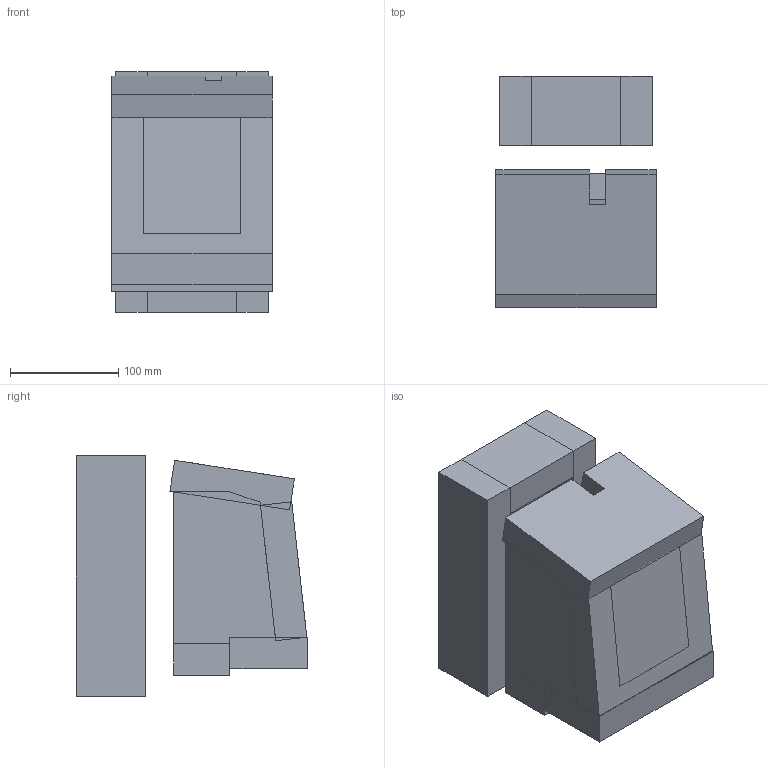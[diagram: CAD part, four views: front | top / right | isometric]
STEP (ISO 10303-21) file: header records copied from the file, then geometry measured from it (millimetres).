
FILE_DESCRIPTION (( 'STEP AP214' ), '1' );
FILE_NAME ('INGUN_112700.STEP', '2022-06-10T09:14:52', ( '' ), ( '' ), 'SwSTEP 2.0', 'SolidWorks 2018', '' );
FILE_SCHEMA (( 'AUTOMOTIVE_DESIGN' ));
Length unit declared in the file: millimetre
Products named in the file (10): 112700_1~0_S; 112700_3~0_S; 112700_9~0_S; 112700_5~0_S; 112700_2~0_S; 112700_4~0_S; 112700_8~0_S; 112700_6~0_S; INGUN_112700; 112700_7~0_S
Assembly tree (11 placements, depth 2):
  INGUN_112700
    112700_1~0_S
    112700_2~0_S
    112700_3~0_S
    112700_4~0_S
    112700_5~0_S
    112700_6~0_S
    112700_7~0_S
    112700_8~0_S  x2
    112700_9~0_S  x2
Bounding box: 148 x 214 x 222 mm (x, y, z)
Volume: 3736653.8 mm3; surface area: 408969.2 mm2
Topology: 11 solids, 11 shells, 92 faces, 210 edges, 140 vertices
Faces by surface type: plane 92
Entity records: 3159 total; most frequent: CARTESIAN_POINT 404, DIRECTION 374, ORIENTED_EDGE 372, LINE 186, EDGE_CURVE 186, VECTOR 186, VERTEX_POINT 124, AXIS2_PLACEMENT_3D 94
